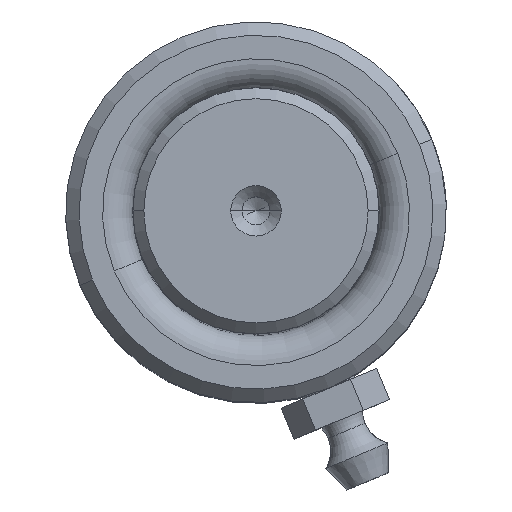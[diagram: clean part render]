
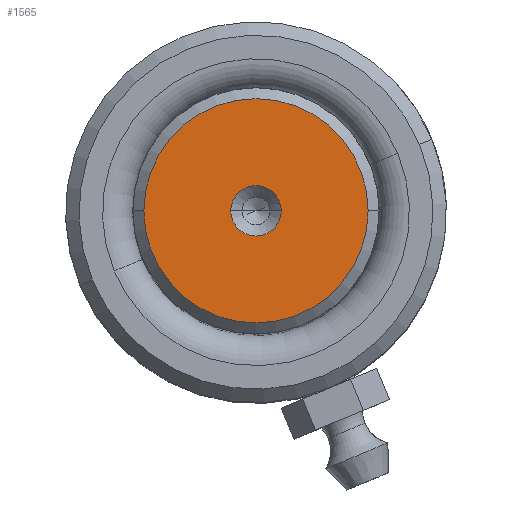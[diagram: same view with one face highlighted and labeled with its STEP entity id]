
A CAD part, top view. The second image highlights one B-rep face of the part: STEP entity #1565.
In plain terms, the highlighted planar face has unit normal (0, 0, 1).
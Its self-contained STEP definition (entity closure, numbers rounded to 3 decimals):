
#102 = EDGE_LOOP ( 'NONE', ( #5794, #6481 ) ) ;
#292 = DIRECTION ( 'NONE',  ( 1., 0., 0. ) ) ;
#310 = CARTESIAN_POINT ( 'NONE',  ( 0., 0., 120. ) ) ;
#438 = VERTEX_POINT ( 'NONE', #4487 ) ;
#611 = VERTEX_POINT ( 'NONE', #4901 ) ;
#992 = DIRECTION ( 'NONE',  ( 1., 0., 0. ) ) ;
#1253 = DIRECTION ( 'NONE',  ( 1., 0., 0. ) ) ;
#1267 = DIRECTION ( 'NONE',  ( 0., 0., 1. ) ) ;
#1479 = DIRECTION ( 'NONE',  ( 1., 0., 0. ) ) ;
#1510 = CARTESIAN_POINT ( 'NONE',  ( 10.009, 0., 120. ) ) ;
#1565 = ADVANCED_FACE ( 'NONE', ( #2246, #3842 ), #4655, .T. ) ;
#1634 = AXIS2_PLACEMENT_3D ( 'NONE', #3635, #4220, #1479 ) ;
#2246 = FACE_BOUND ( 'NONE', #3966, .T. ) ;
#2609 = VERTEX_POINT ( 'NONE', #2975 ) ;
#2668 = AXIS2_PLACEMENT_3D ( 'NONE', #4091, #2962, #992 ) ;
#2687 = ORIENTED_EDGE ( 'NONE', *, *, #3586, .F. ) ;
#2768 = CIRCLE ( 'NONE', #2788, 10.009 ) ;
#2788 = AXIS2_PLACEMENT_3D ( 'NONE', #310, #6163, #292 ) ;
#2796 = CIRCLE ( 'NONE', #3636, 2.25 ) ;
#2860 = CARTESIAN_POINT ( 'NONE',  ( 0., 0., 120. ) ) ;
#2872 = VERTEX_POINT ( 'NONE', #1510 ) ;
#2962 = DIRECTION ( 'NONE',  ( 0., 0., 1. ) ) ;
#2975 = CARTESIAN_POINT ( 'NONE',  ( -10.009, 0., 120. ) ) ;
#3274 = CIRCLE ( 'NONE', #2668, 10.009 ) ;
#3586 = EDGE_CURVE ( 'NONE', #438, #611, #5534, .T. ) ;
#3635 = CARTESIAN_POINT ( 'NONE',  ( 0., 0., 120. ) ) ;
#3636 = AXIS2_PLACEMENT_3D ( 'NONE', #2860, #4972, #1253 ) ;
#3842 = FACE_OUTER_BOUND ( 'NONE', #102, .T. ) ;
#3916 = CARTESIAN_POINT ( 'NONE',  ( 0., 0., 120. ) ) ;
#3966 = EDGE_LOOP ( 'NONE', ( #4858, #2687 ) ) ;
#4091 = CARTESIAN_POINT ( 'NONE',  ( 0., 0., 120. ) ) ;
#4164 = EDGE_CURVE ( 'NONE', #611, #438, #2796, .T. ) ;
#4220 = DIRECTION ( 'NONE',  ( 0., 0., 1. ) ) ;
#4487 = CARTESIAN_POINT ( 'NONE',  ( -2.25, 0., 120. ) ) ;
#4655 = PLANE ( 'NONE',  #1634 ) ;
#4858 = ORIENTED_EDGE ( 'NONE', *, *, #4164, .F. ) ;
#4901 = CARTESIAN_POINT ( 'NONE',  ( 2.25, 0., 120. ) ) ;
#4967 = DIRECTION ( 'NONE',  ( 1., 0., 0. ) ) ;
#4972 = DIRECTION ( 'NONE',  ( 0., 0., 1. ) ) ;
#5534 = CIRCLE ( 'NONE', #5735, 2.25 ) ;
#5709 = EDGE_CURVE ( 'NONE', #2872, #2609, #3274, .T. ) ;
#5735 = AXIS2_PLACEMENT_3D ( 'NONE', #3916, #1267, #4967 ) ;
#5794 = ORIENTED_EDGE ( 'NONE', *, *, #6015, .T. ) ;
#6015 = EDGE_CURVE ( 'NONE', #2609, #2872, #2768, .T. ) ;
#6163 = DIRECTION ( 'NONE',  ( 0., 0., 1. ) ) ;
#6481 = ORIENTED_EDGE ( 'NONE', *, *, #5709, .T. ) ;
